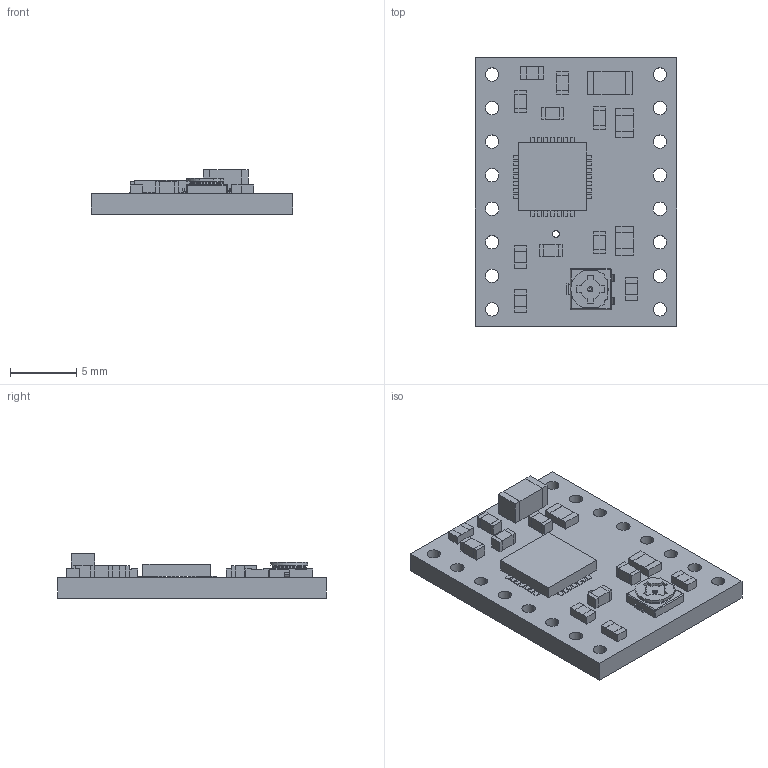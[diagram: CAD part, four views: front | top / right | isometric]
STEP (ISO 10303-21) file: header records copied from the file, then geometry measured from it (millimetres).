
FILE_DESCRIPTION(('FreeCAD Model'),'2;1');
FILE_NAME('a4988-stepper-motor-driver-carrier.step', '2018-04-17T14:03:36',('kicad StepUp'),('ksu MCAD'), 'Open CASCADE STEP processor 6.8','FreeCAD','Unknown');
FILE_SCHEMA(('AUTOMOTIVE_DESIGN_CC2 { 1 2 10303 214 -1 1 5 4 }'));
Length unit declared in the file: millimetre
Products named in the file (2): ASSEMBLY; a4988-stepper-motor-driver-carrier
Assembly tree (1 placements, depth 2):
  ASSEMBLY
    a4988-stepper-motor-driver-carrier
Bounding box: 15.24 x 20.32 x 3.37 mm (x, y, z)
Volume: 526.9 mm3; surface area: 943.5 mm2
Topology: 1 solids, 1 shells, 782 faces, 2157 edges, 1402 vertices
Faces by surface type: plane 556, bspline 157, cylinder 59, torus 6, sphere 4
Entity records: 35624 total; most frequent: CARTESIAN_POINT 11044, ORIENTED_EDGE 4306, DIRECTION 3223, EDGE_CURVE 2153, LINE 1709, VECTOR 1709, VERTEX_POINT 1402, FACE_BOUND 899
